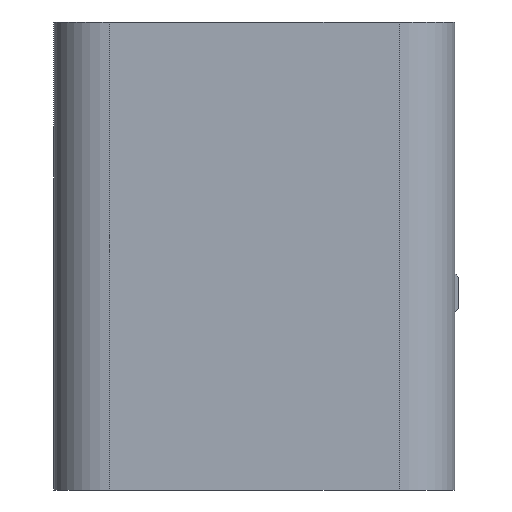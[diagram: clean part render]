
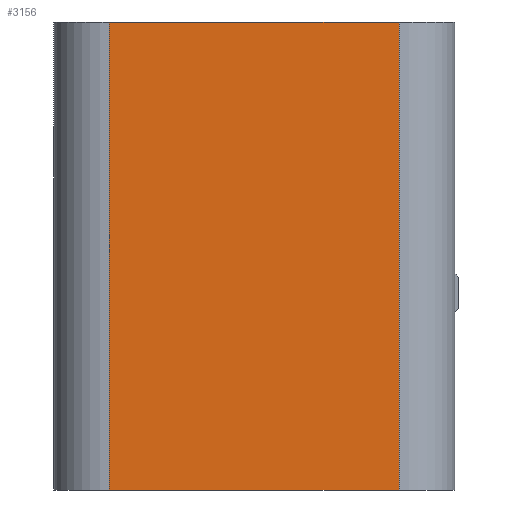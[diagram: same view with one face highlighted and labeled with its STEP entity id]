
A CAD part, left-side view. The second image highlights one B-rep face of the part: STEP entity #3156.
In plain terms, the highlighted planar face has unit normal (-1, 0, 0).
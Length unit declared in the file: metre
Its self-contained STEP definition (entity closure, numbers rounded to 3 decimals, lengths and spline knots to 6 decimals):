
#25=PLANE('',#3353);
#448=ORIENTED_EDGE('',*,*,#1340,.T.);
#449=ORIENTED_EDGE('',*,*,#1341,.F.);
#450=ORIENTED_EDGE('',*,*,#1342,.F.);
#451=ORIENTED_EDGE('',*,*,#1338,.T.);
#1338=EDGE_CURVE('',#1774,#1773,#2089,.T.);
#1340=EDGE_CURVE('',#1773,#1775,#2090,.T.);
#1341=EDGE_CURVE('',#1776,#1775,#2091,.T.);
#1342=EDGE_CURVE('',#1774,#1776,#2092,.T.);
#1773=VERTEX_POINT('',#4775);
#1774=VERTEX_POINT('',#4777);
#1775=VERTEX_POINT('',#4781);
#1776=VERTEX_POINT('',#4783);
#2089=LINE('',#4776,#2515);
#2090=LINE('',#4780,#2516);
#2091=LINE('',#4782,#2517);
#2092=LINE('',#4784,#2518);
#2515=VECTOR('',#3796,1.);
#2516=VECTOR('',#3801,1.);
#2517=VECTOR('',#3802,1.);
#2518=VECTOR('',#3803,1.);
#2779=EDGE_LOOP('',(#448,#449,#450,#451));
#2967=FACE_BOUND('',#2779,.T.);
#3156=ADVANCED_FACE('',(#2967),#25,.F.);
#3353=AXIS2_PLACEMENT_3D('',#4779,#3799,#3800);
#3796=DIRECTION('',(0.,0.,-1.));
#3799=DIRECTION('',(1.,0.,0.));
#3800=DIRECTION('',(0.,0.,-1.));
#3801=DIRECTION('',(0.,-1.,0.));
#3802=DIRECTION('',(0.,0.,-1.));
#3803=DIRECTION('',(0.,-1.,0.));
#4775=CARTESIAN_POINT('',(-0.0375,0.013,-0.021));
#4776=CARTESIAN_POINT('',(-0.0375,0.013,0.021));
#4777=CARTESIAN_POINT('',(-0.0375,0.013,0.021));
#4779=CARTESIAN_POINT('',(-0.0375,0.,0.021));
#4780=CARTESIAN_POINT('',(-0.0375,0.,-0.021));
#4781=CARTESIAN_POINT('',(-0.0375,-0.013,-0.021));
#4782=CARTESIAN_POINT('',(-0.0375,-0.013,0.021));
#4783=CARTESIAN_POINT('',(-0.0375,-0.013,0.021));
#4784=CARTESIAN_POINT('',(-0.0375,0.,0.021));
